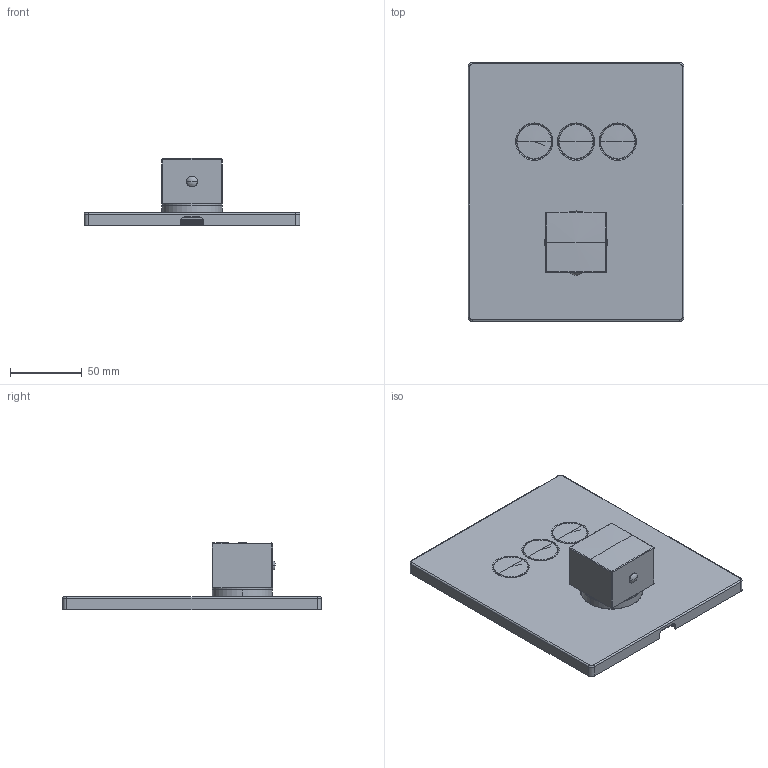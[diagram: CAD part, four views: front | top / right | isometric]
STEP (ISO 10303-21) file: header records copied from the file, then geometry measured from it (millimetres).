
FILE_DESCRIPTION((''),'2;1');
FILE_NAME('CPM519CR','2021-11-08T09:03:52',('ut3'),('PAFFONI SpA'),'CREO PARAMETRIC BY PTC INC, 2020044','CREO PARAMETRIC BY PTC INC, 2020044','');
FILE_SCHEMA(('CONFIG_CONTROL_DESIGN','SHAPE_APPEARANCE_LAYERS_GROUPS'));
Products named in the file (1): CPM519CR
Bounding box: 150 x 180 x 46.62 mm (x, y, z)
Volume: 178634 mm3; surface area: 151887.7 mm2
Topology: 5 solids, 5 shells, 2058 faces, 4964 edges, 2953 vertices
Faces by surface type: plane 666, cylinder 630, bspline 220, cone 219, torus 198, sphere 125
Entity records: 87310 total; most frequent: CARTESIAN_POINT 26481, ORIENTED_EDGE 9826, DIRECTION 9796, EDGE_CURVE 4913, AXIS2_PLACEMENT_3D 3828, VERTEX_POINT 2954, EDGE_LOOP 2218, VECTOR 2140
